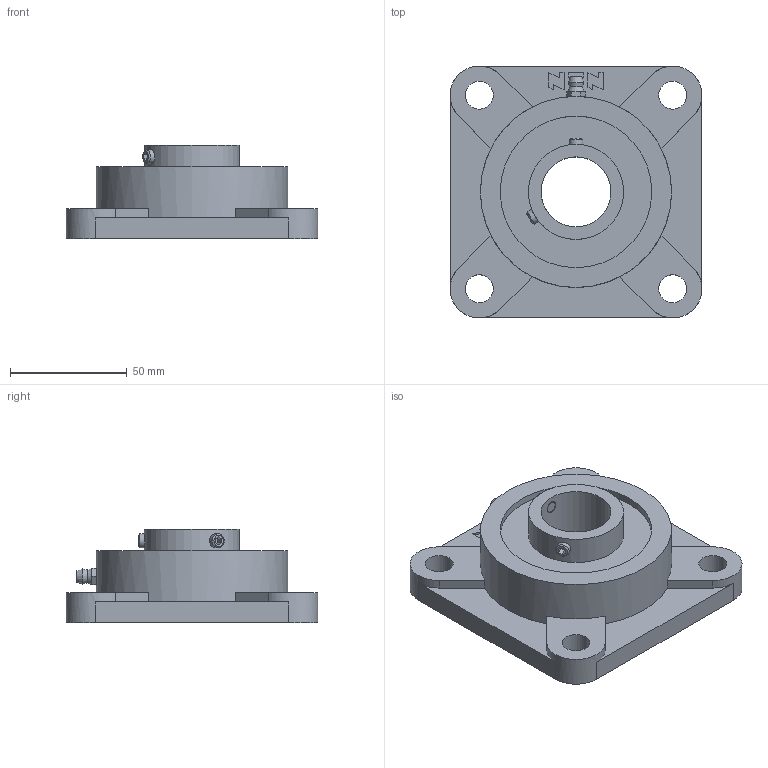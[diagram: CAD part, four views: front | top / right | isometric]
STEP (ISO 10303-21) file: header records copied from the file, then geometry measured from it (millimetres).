
FILE_DESCRIPTION(/* description */ ('Standard-'),/* implementation_level */ '2;1');
FILE_NAME(/* name */ 'UCF206.stp',/* time_stamp */ '2023-01-26T22:26:06+09:00',/* author */ ('enomKR'),/* organization */ ('NTN'),/* preprocessor_version */ 'ST-DEVELOPER v18.1',/* originating_system */ 'Autodesk Inventor 2022',/* authorisation */ '');
FILE_SCHEMA (('AUTOMOTIVE_DESIGN { 1 0 10303 214 3 1 1 }'));
Length unit declared in the file: millimetre
Products named in the file (3): UCF206D1(30,D1); UCF206D1 Housing; GA-1/4-28UNFGNUCF
Assembly tree (2 placements, depth 2):
  UCF206D1(30,D1)
    UCF206D1 Housing
    GA-1/4-28UNFGNUCF
Bounding box: 108 x 108 x 40.2 mm (x, y, z)
Volume: 162331.1 mm3; surface area: 42588.7 mm2
Topology: 2 solids, 2 shells, 124 faces, 306 edges, 200 vertices
Faces by surface type: plane 95, cylinder 22, cone 7
Full cylindrical faces by diameter (mm): 5.08 x2, 6 x2, 12 x4, 30 x1, 40.8 x2, 65 x2, 82 x1
Entity records: 3902 total; most frequent: CARTESIAN_POINT 767, DIRECTION 630, ORIENTED_EDGE 612, EDGE_CURVE 306, LINE 232, VECTOR 232, VERTEX_POINT 200, AXIS2_PLACEMENT_3D 199
